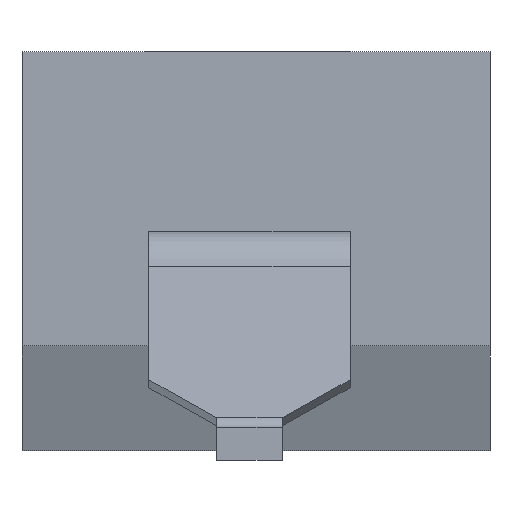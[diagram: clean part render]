
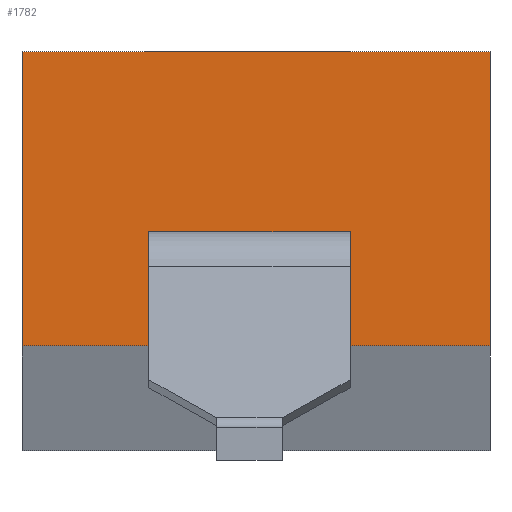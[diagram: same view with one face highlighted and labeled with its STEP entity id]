
A CAD part, front view. The second image highlights one B-rep face of the part: STEP entity #1782.
In plain terms, the highlighted planar face has unit normal (0, -1, 0).
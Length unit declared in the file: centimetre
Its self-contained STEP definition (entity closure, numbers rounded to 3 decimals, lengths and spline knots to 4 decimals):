
#21=FACE_BOUND('',#286,.T.);
#183=FACE_OUTER_BOUND('',#285,.T.);
#285=EDGE_LOOP('',(#1593,#1594,#1595,#1596));
#286=EDGE_LOOP('',(#1597,#1598,#1599,#1600));
#347=LINE('',#2434,#552);
#351=LINE('',#2442,#556);
#369=LINE('',#2491,#574);
#378=LINE('',#2509,#583);
#461=LINE('',#2982,#666);
#488=LINE('',#3039,#693);
#491=LINE('',#3044,#696);
#492=LINE('',#3045,#697);
#552=VECTOR('',#2022,1.);
#556=VECTOR('',#2028,1.);
#574=VECTOR('',#2068,1.);
#583=VECTOR('',#2089,1.);
#666=VECTOR('',#2232,1.);
#693=VECTOR('',#2281,1.);
#696=VECTOR('',#2288,1.);
#697=VECTOR('',#2289,1.);
#743=VERTEX_POINT('',#2432);
#744=VERTEX_POINT('',#2433);
#747=VERTEX_POINT('',#2441);
#767=VERTEX_POINT('',#2490);
#842=VERTEX_POINT('',#2976);
#844=VERTEX_POINT('',#2980);
#861=VERTEX_POINT('',#3033);
#863=VERTEX_POINT('',#3037);
#929=EDGE_CURVE('',#743,#744,#347,.T.);
#933=EDGE_CURVE('',#747,#743,#351,.T.);
#957=EDGE_CURVE('',#744,#767,#369,.T.);
#968=EDGE_CURVE('',#767,#747,#378,.T.);
#1081=EDGE_CURVE('',#842,#844,#461,.T.);
#1108=EDGE_CURVE('',#861,#863,#488,.T.);
#1111=EDGE_CURVE('',#863,#842,#491,.T.);
#1112=EDGE_CURVE('',#861,#844,#492,.T.);
#1593=ORIENTED_EDGE('',*,*,#1108,.T.);
#1594=ORIENTED_EDGE('',*,*,#1111,.T.);
#1595=ORIENTED_EDGE('',*,*,#1081,.T.);
#1596=ORIENTED_EDGE('',*,*,#1112,.F.);
#1597=ORIENTED_EDGE('',*,*,#933,.T.);
#1598=ORIENTED_EDGE('',*,*,#929,.T.);
#1599=ORIENTED_EDGE('',*,*,#957,.T.);
#1600=ORIENTED_EDGE('',*,*,#968,.T.);
#1686=PLANE('',#1893);
#1782=ADVANCED_FACE('',(#183,#21),#1686,.T.);
#1893=AXIS2_PLACEMENT_3D('',#3043,#2286,#2287);
#2022=DIRECTION('',(1.,0.,0.));
#2028=DIRECTION('',(0.,0.,1.));
#2068=DIRECTION('',(0.,0.,-1.));
#2089=DIRECTION('',(-1.,0.,0.));
#2232=DIRECTION('',(-1.,0.,0.));
#2281=DIRECTION('',(1.,0.,0.));
#2286=DIRECTION('center_axis',(0.,-1.,0.));
#2287=DIRECTION('ref_axis',(0.,0.,-1.));
#2288=DIRECTION('',(0.,0.,1.));
#2289=DIRECTION('',(0.,0.,1.));
#2432=CARTESIAN_POINT('',(-0.082,-0.315,0.1675));
#2433=CARTESIAN_POINT('',(0.072,-0.315,0.1675));
#2434=CARTESIAN_POINT('',(0.087,-0.315,0.1675));
#2441=CARTESIAN_POINT('',(-0.082,-0.315,0.1425));
#2442=CARTESIAN_POINT('',(-0.082,-0.315,0.0567));
#2490=CARTESIAN_POINT('',(0.072,-0.315,0.1425));
#2491=CARTESIAN_POINT('',(0.072,-0.315,0.0567));
#2509=CARTESIAN_POINT('',(0.087,-0.315,0.1425));
#2976=CARTESIAN_POINT('',(0.179,-0.315,0.305));
#2980=CARTESIAN_POINT('',(-0.179,-0.315,0.305));
#2982=CARTESIAN_POINT('',(0.179,-0.315,0.305));
#3033=CARTESIAN_POINT('',(-0.179,-0.315,0.08));
#3037=CARTESIAN_POINT('',(0.179,-0.315,0.08));
#3039=CARTESIAN_POINT('',(0.179,-0.315,0.08));
#3043=CARTESIAN_POINT('Origin',(0.179,-0.315,0.));
#3044=CARTESIAN_POINT('',(0.179,-0.315,0.));
#3045=CARTESIAN_POINT('',(-0.179,-0.315,0.));
